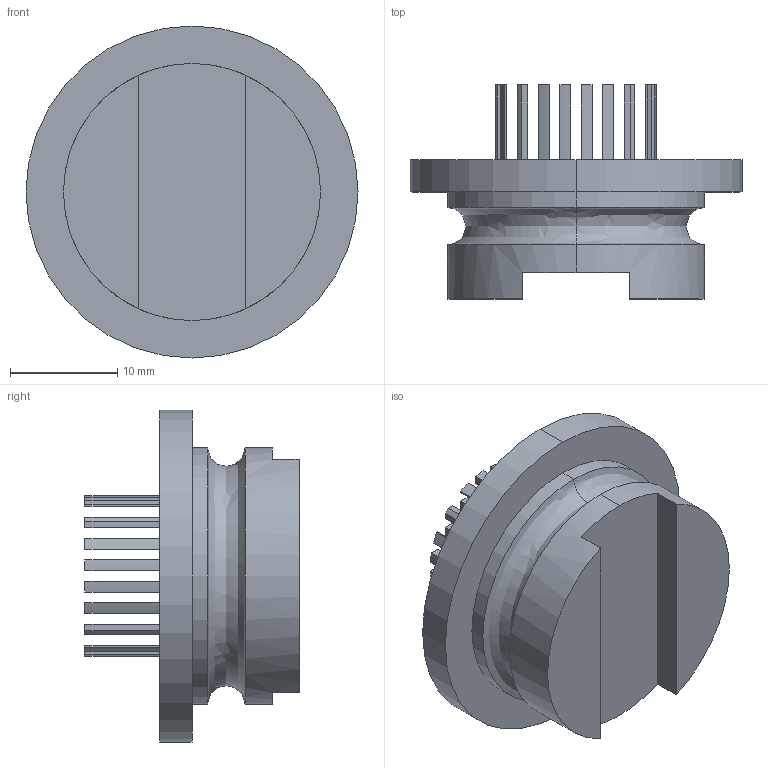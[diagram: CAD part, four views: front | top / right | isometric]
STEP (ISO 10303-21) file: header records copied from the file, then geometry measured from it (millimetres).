
FILE_DESCRIPTION (( 'STEP AP214' ), '1' );
FILE_NAME ('7750029', '2019-01-30T09:41:21', ( '' ), ('JUGARD+KÜNSTNER GmbH'), 'SwSTEP 2.0', 'SolidWorks 2017', '' );
FILE_SCHEMA (( 'AUTOMOTIVE_DESIGN' ));
Length unit declared in the file: millimetre
Products named in the file (1): 7750029
Bounding box: 31 x 20 x 31 mm (x, y, z)
Volume: 6188 mm3; surface area: 4098.5 mm2
Topology: 1 solids, 1 shells, 279 faces, 668 edges, 444 vertices
Faces by surface type: plane 251, cylinder 26, bspline 2
Entity records: 8024 total; most frequent: CARTESIAN_POINT 1422, ORIENTED_EDGE 1336, DIRECTION 1282, EDGE_CURVE 668, LINE 610, VECTOR 610, VERTEX_POINT 444, AXIS2_PLACEMENT_3D 336
